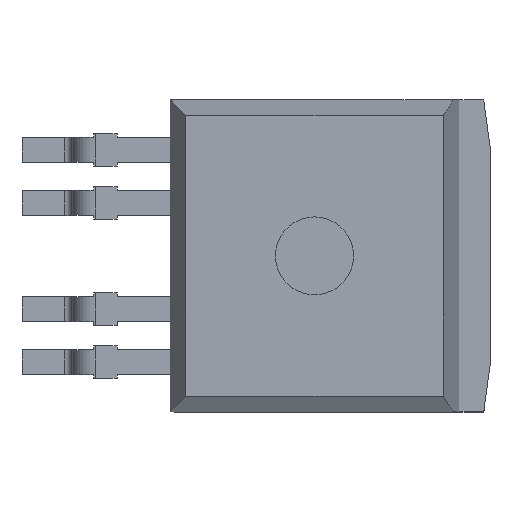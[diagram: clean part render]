
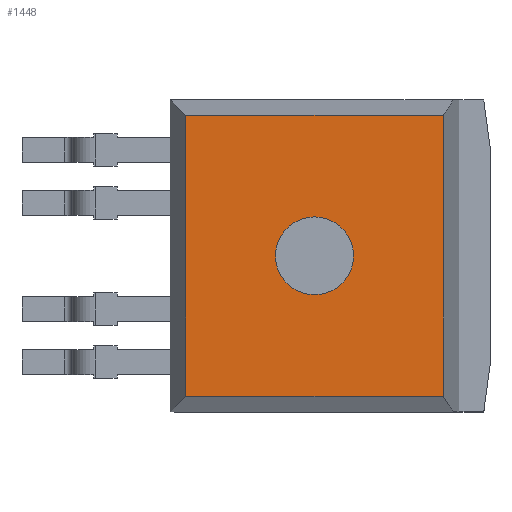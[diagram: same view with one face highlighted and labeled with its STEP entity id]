
A CAD part, top view. The second image highlights one B-rep face of the part: STEP entity #1448.
In plain terms, the highlighted planar face has unit normal (0, 0, 1).
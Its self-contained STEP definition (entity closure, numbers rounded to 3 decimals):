
#705 = VERTEX_POINT('',#706);
#706 = CARTESIAN_POINT('',(-2.25,-4.5,4.42));
#712 = EDGE_CURVE('',#705,#713,#715,.T.);
#713 = VERTEX_POINT('',#714);
#714 = CARTESIAN_POINT('',(6.,-4.5,4.42));
#715 = LINE('',#716,#717);
#716 = CARTESIAN_POINT('',(-2.25,-4.5,4.42));
#717 = VECTOR('',#718,1.);
#718 = DIRECTION('',(1.,0.,0.));
#735 = EDGE_CURVE('',#713,#736,#738,.T.);
#736 = VERTEX_POINT('',#737);
#737 = CARTESIAN_POINT('',(6.,4.5,4.42));
#738 = LINE('',#739,#740);
#739 = CARTESIAN_POINT('',(6.,-5.,4.42));
#740 = VECTOR('',#741,1.);
#741 = DIRECTION('',(0.,1.,0.));
#788 = EDGE_CURVE('',#789,#705,#791,.T.);
#789 = VERTEX_POINT('',#790);
#790 = CARTESIAN_POINT('',(-2.25,4.5,4.42));
#791 = LINE('',#792,#793);
#792 = CARTESIAN_POINT('',(-2.25,5.,4.42));
#793 = VECTOR('',#794,1.);
#794 = DIRECTION('',(0.,-1.,0.));
#1448 = ADVANCED_FACE('',(#1449,#1460),#1471,.F.);
#1449 = FACE_BOUND('',#1450,.F.);
#1450 = EDGE_LOOP('',(#1451,#1452,#1458,#1459));
#1451 = ORIENTED_EDGE('',*,*,#788,.F.);
#1452 = ORIENTED_EDGE('',*,*,#1453,.F.);
#1453 = EDGE_CURVE('',#736,#789,#1454,.T.);
#1454 = LINE('',#1455,#1456);
#1455 = CARTESIAN_POINT('',(6.,4.5,4.42));
#1456 = VECTOR('',#1457,1.);
#1457 = DIRECTION('',(-1.,0.,0.));
#1458 = ORIENTED_EDGE('',*,*,#735,.F.);
#1459 = ORIENTED_EDGE('',*,*,#712,.F.);
#1460 = FACE_BOUND('',#1461,.F.);
#1461 = EDGE_LOOP('',(#1462));
#1462 = ORIENTED_EDGE('',*,*,#1463,.F.);
#1463 = EDGE_CURVE('',#1464,#1464,#1466,.T.);
#1464 = VERTEX_POINT('',#1465);
#1465 = CARTESIAN_POINT('',(0.625,0.,4.42));
#1466 = CIRCLE('',#1467,1.25);
#1467 = AXIS2_PLACEMENT_3D('',#1468,#1469,#1470);
#1468 = CARTESIAN_POINT('',(1.875,0.,4.42));
#1469 = DIRECTION('',(0.,0.,-1.));
#1470 = DIRECTION('',(-1.,0.,0.));
#1471 = PLANE('',#1472);
#1472 = AXIS2_PLACEMENT_3D('',#1473,#1474,#1475);
#1473 = CARTESIAN_POINT('',(-2.75,-5.,4.42));
#1474 = DIRECTION('',(0.,0.,-1.));
#1475 = DIRECTION('',(-1.,0.,0.));
